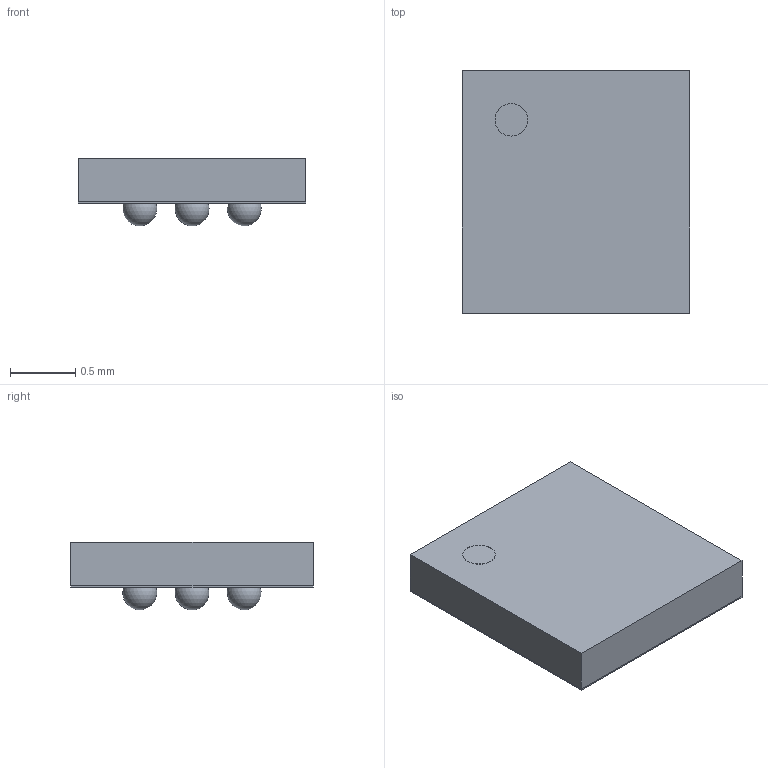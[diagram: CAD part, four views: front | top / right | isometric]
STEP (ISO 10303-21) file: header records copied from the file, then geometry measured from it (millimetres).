
FILE_DESCRIPTION(/* description */ (''),/* implementation_level */ '2;1');
FILE_NAME(/* name */ 'SG-XFWLB-9-2_002-35236_V0A_3D.stp',/* time_stamp */ '2025-10-10T10:20:20+05:30',/* author */ ('sivamani'),/* organization */ (''),/* preprocessor_version */ 'ST-DEVELOPER v19.2',/* originating_system */ 'AutoCAD Mechanical',/* authorisation */ '');
FILE_SCHEMA (('AUTOMOTIVE_DESIGN { 1 0 10303 214 3 1 1 }'));
Length unit declared in the file: millimetre
Products named in the file (1): Product
Bounding box: 1.74 x 1.86 x 0.52 mm (x, y, z)
Volume: 1.2 mm3; surface area: 17.2 mm2
Topology: 12 solids, 12 shells, 35 faces, 57 edges, 38 vertices
Faces by surface type: plane 24, sphere 9, cylinder 2
Full cylindrical faces by diameter (mm): 0.25 x2
Entity records: 804 total; most frequent: DIRECTION 142, CARTESIAN_POINT 122, ORIENTED_EDGE 96, AXIS2_PLACEMENT_3D 58, EDGE_CURVE 48, VERTEX_POINT 38, EDGE_LOOP 36, FACE_OUTER_BOUND 35
